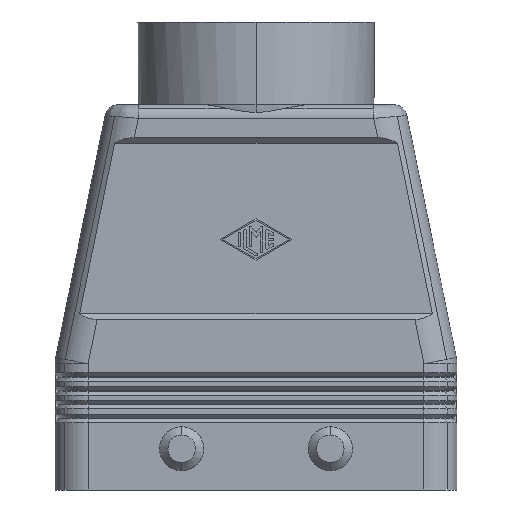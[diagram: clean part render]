
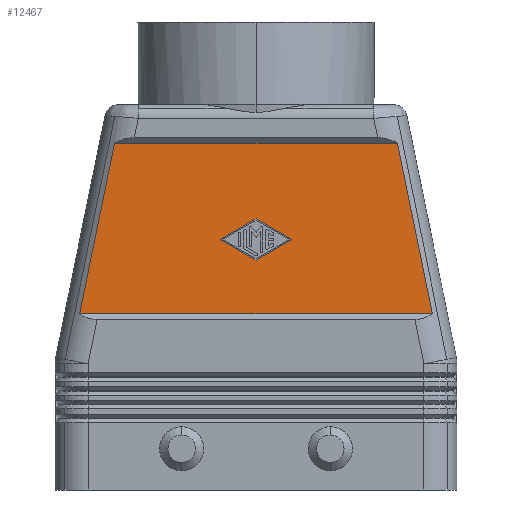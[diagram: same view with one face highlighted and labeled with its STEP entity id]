
A CAD part, front view. The second image highlights one B-rep face of the part: STEP entity #12467.
In plain terms, the highlighted planar face has unit normal (0, -1, 0).
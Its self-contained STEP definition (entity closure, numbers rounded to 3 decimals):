
#539=CARTESIAN_POINT('',(25.691,-20.5,63.0));
#540=VERTEX_POINT('',#539);
#548=CARTESIAN_POINT('',(32.025,-20.5,32.));
#549=VERTEX_POINT('',#548);
#550=CARTESIAN_POINT('',(25.691,-20.5,63.0));
#551=DIRECTION('',(0.2,0.0,-0.98));
#552=VECTOR('',#551,31.64);
#553=LINE('',#550,#552);
#554=EDGE_CURVE('',#540,#549,#553,.T.);
#775=CARTESIAN_POINT('',(-32.025,-20.5,32.));
#776=VERTEX_POINT('',#775);
#784=CARTESIAN_POINT('',(-25.691,-20.5,63.0));
#785=VERTEX_POINT('',#784);
#786=CARTESIAN_POINT('',(-32.025,-20.5,32.));
#787=DIRECTION('',(0.2,0.0,0.98));
#788=VECTOR('',#787,31.64);
#789=LINE('',#786,#788);
#790=EDGE_CURVE('',#776,#785,#789,.T.);
#11612=CARTESIAN_POINT('',(0.,-20.5,49.249));
#11613=VERTEX_POINT('',#11612);
#11614=CARTESIAN_POINT('',(6.5,-20.5,45.5));
#11615=VERTEX_POINT('',#11614);
#11616=CARTESIAN_POINT('',(0.,-20.5,49.249));
#11617=DIRECTION('',(0.866,0.0,-0.5));
#11618=VECTOR('',#11617,7.504);
#11619=LINE('',#11616,#11618);
#11620=EDGE_CURVE('',#11613,#11615,#11619,.T.);
#11652=CARTESIAN_POINT('',(0.,-20.5,41.751));
#11653=VERTEX_POINT('',#11652);
#11654=CARTESIAN_POINT('',(6.5,-20.5,45.5));
#11655=DIRECTION('',(-0.866,0.0,-0.5));
#11656=VECTOR('',#11655,7.504);
#11657=LINE('',#11654,#11656);
#11658=EDGE_CURVE('',#11615,#11653,#11657,.T.);
#11736=CARTESIAN_POINT('',(-6.5,-20.5,45.5));
#11737=VERTEX_POINT('',#11736);
#11738=CARTESIAN_POINT('',(0.,-20.5,41.751));
#11739=DIRECTION('',(-0.866,0.0,0.5));
#11740=VECTOR('',#11739,7.504);
#11741=LINE('',#11738,#11740);
#11742=EDGE_CURVE('',#11653,#11737,#11741,.T.);
#11767=CARTESIAN_POINT('',(-6.5,-20.5,45.5));
#11768=DIRECTION('',(0.866,0.0,0.5));
#11769=VECTOR('',#11768,7.504);
#11770=LINE('',#11767,#11769);
#11771=EDGE_CURVE('',#11737,#11613,#11770,.T.);
#12440=CARTESIAN_POINT('',(0.0,-20.5,63.0));
#12441=DIRECTION('',(0.0,1.0,0.0));
#12442=DIRECTION('',(0.0,0.0,1.0));
#12443=AXIS2_PLACEMENT_3D('',#12440,#12441,#12442);
#12444=PLANE('',#12443);
#12445=ORIENTED_EDGE('',*,*,#554,.F.);
#12446=CARTESIAN_POINT('',(-25.691,-20.5,63.0));
#12447=DIRECTION('',(1.0,0.0,0.0));
#12448=VECTOR('',#12447,51.383);
#12449=LINE('',#12446,#12448);
#12450=EDGE_CURVE('',#785,#540,#12449,.T.);
#12451=ORIENTED_EDGE('',*,*,#12450,.F.);
#12452=ORIENTED_EDGE('',*,*,#790,.F.);
#12453=CARTESIAN_POINT('',(-32.025,-20.5,32.));
#12454=DIRECTION('',(1.0,0.0,0.0));
#12455=VECTOR('',#12454,64.049);
#12456=LINE('',#12453,#12455);
#12457=EDGE_CURVE('',#776,#549,#12456,.T.);
#12458=ORIENTED_EDGE('',*,*,#12457,.T.);
#12459=EDGE_LOOP('',(#12445,#12451,#12452,#12458));
#12460=FACE_OUTER_BOUND('',#12459,.T.);
#12461=ORIENTED_EDGE('',*,*,#11742,.T.);
#12462=ORIENTED_EDGE('',*,*,#11771,.T.);
#12463=ORIENTED_EDGE('',*,*,#11620,.T.);
#12464=ORIENTED_EDGE('',*,*,#11658,.T.);
#12465=EDGE_LOOP('',(#12461,#12462,#12463,#12464));
#12466=FACE_BOUND('',#12465,.T.);
#12467=ADVANCED_FACE('',(#12460,#12466),#12444,.F.);
